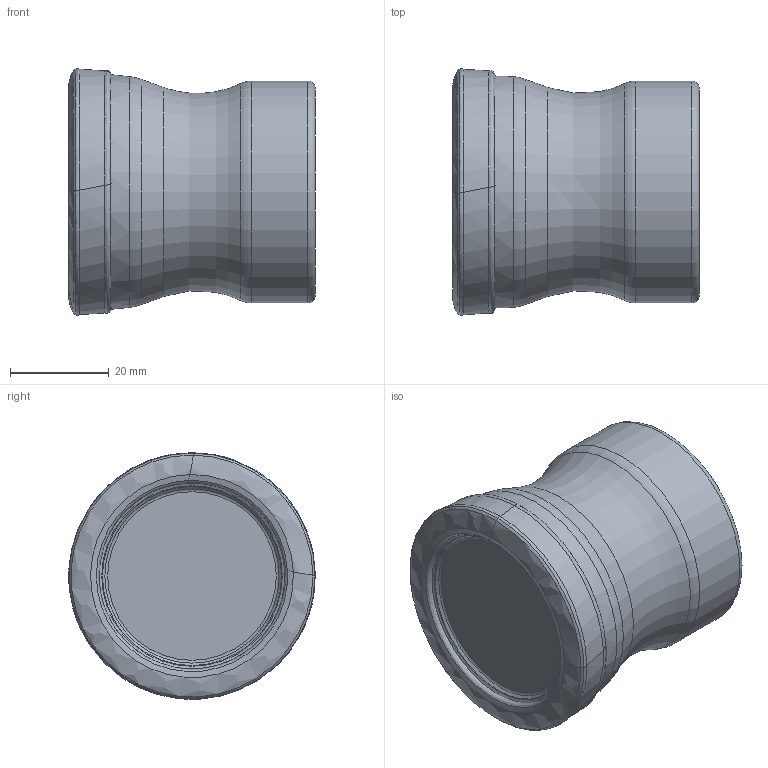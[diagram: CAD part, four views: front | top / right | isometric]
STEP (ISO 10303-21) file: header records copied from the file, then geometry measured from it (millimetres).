
FILE_DESCRIPTION(/* description */ (''),/* implementation_level */ '2;1');
FILE_NAME(/* name */ 'AHFM-BL0603-D050-A22-Z07-H.stp',/* time_stamp */ '2023-10-09T17:50:40+03:00',/* author */ (''),/* organization */ (''),/* preprocessor_version */ 'ST-DEVELOPER v19.4',/* originating_system */ 'SIEMENS PLM Software NX2306.5001',/* authorisation */ '');
FILE_SCHEMA (('AUTOMOTIVE_DESIGN { 1 0 10303 214 3 1 1 1 }'));
Length unit declared in the file: millimetre
Products named in the file (1): AHFM-BL0603-D050-A22-Z07-H-LIGHT_x_t_objects
Bounding box: 50.03 x 50.04 x 50.04 mm (x, y, z)
Volume: 81348.1 mm3; surface area: 13940.5 mm2
Topology: 2 solids, 2 shells, 38 faces, 73 edges, 37 vertices
Faces by surface type: bspline 24, torus 8, cone 3, plane 2, cylinder 1
Full cylindrical faces by diameter (mm): 45 x1
Entity records: 1300 total; most frequent: CARTESIAN_POINT 597, DIRECTION 148, ORIENTED_EDGE 122, AXIS2_PLACEMENT_3D 72, EDGE_CURVE 61, CIRCLE 57, EDGE_LOOP 50, ADVANCED_FACE 38
